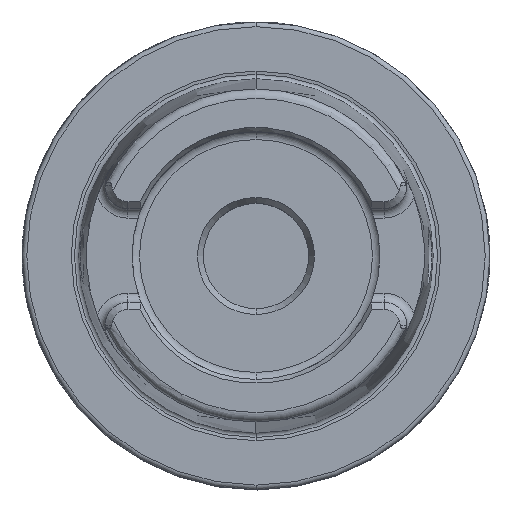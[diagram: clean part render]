
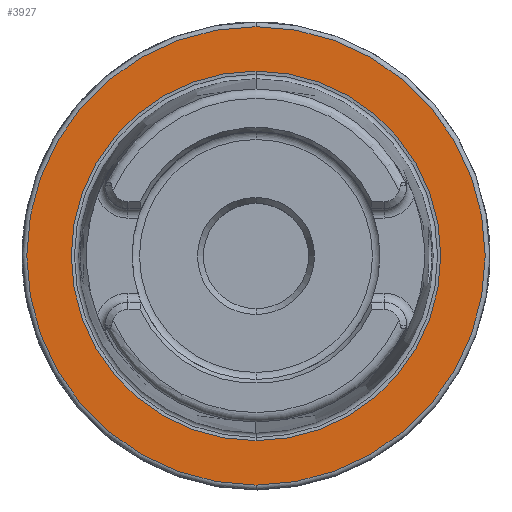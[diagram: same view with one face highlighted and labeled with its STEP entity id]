
A CAD part, top view. The second image highlights one B-rep face of the part: STEP entity #3927.
In plain terms, the highlighted planar face has unit normal (0, 0, 1).
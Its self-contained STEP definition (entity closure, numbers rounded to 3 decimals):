
#1122=CARTESIAN_POINT('',(0,0,29));
#1123=DIRECTION('',(0,0,1));
#1124=DIRECTION('',(0,1,0));
#1125=AXIS2_PLACEMENT_3D('',#1122,#1123,#1124);
#1127=CARTESIAN_POINT('',(0,0,29));
#1128=DIRECTION('',(0,0,-1));
#1129=DIRECTION('',(0,1,0));
#1130=AXIS2_PLACEMENT_3D('',#1127,#1128,#1129);
#1132=CARTESIAN_POINT('',(0,0,29));
#1133=DIRECTION('',(0,0,1));
#1134=DIRECTION('',(0,1,0));
#1135=AXIS2_PLACEMENT_3D('',#1132,#1133,#1134);
#1137=CARTESIAN_POINT('',(0,0,29));
#1138=DIRECTION('',(0,0,1));
#1139=DIRECTION('',(0,-1,0));
#1140=AXIS2_PLACEMENT_3D('',#1137,#1138,#1139);
#2527=CARTESIAN_POINT('',(0,39.499,29));
#2529=VERTEX_POINT('',#2527);
#2563=CARTESIAN_POINT('',(0,-39.499,29));
#2565=VERTEX_POINT('',#2563);
#2575=CARTESIAN_POINT('',(0,49,29));
#2576=CARTESIAN_POINT('',(0.,-49,29));
#2577=VERTEX_POINT('',#2575);
#2578=VERTEX_POINT('',#2576);
#3912=CARTESIAN_POINT('',(0,0,29));
#3913=DIRECTION('',(0,0,-1));
#3914=DIRECTION('',(0,-1,0));
#3915=AXIS2_PLACEMENT_3D('',#3912,#3913,#3914);
#3916=PLANE('',#3915);
#3918=ORIENTED_EDGE('',*,*,#3917,.F.);
#3920=ORIENTED_EDGE('',*,*,#3919,.F.);
#3921=EDGE_LOOP('',(#3918,#3920));
#3922=FACE_OUTER_BOUND('',#3921,.F.);
#3923=ORIENTED_EDGE('',*,*,#3894,.T.);
#3924=ORIENTED_EDGE('',*,*,#3905,.F.);
#3925=EDGE_LOOP('',(#3923,#3924));
#3926=FACE_BOUND('',#3925,.F.);
#3927=ADVANCED_FACE('',(#3922,#3926),#3916,.F.);
#1126=CIRCLE('',#1125,39.499);
#1131=CIRCLE('',#1130,39.499);
#1136=CIRCLE('',#1135,49);
#1141=CIRCLE('',#1140,49);
#3894=EDGE_CURVE('',#2529,#2565,#1126,.T.);
#3905=EDGE_CURVE('',#2529,#2565,#1131,.T.);
#3917=EDGE_CURVE('',#2577,#2578,#1136,.T.);
#3919=EDGE_CURVE('',#2578,#2577,#1141,.T.);
